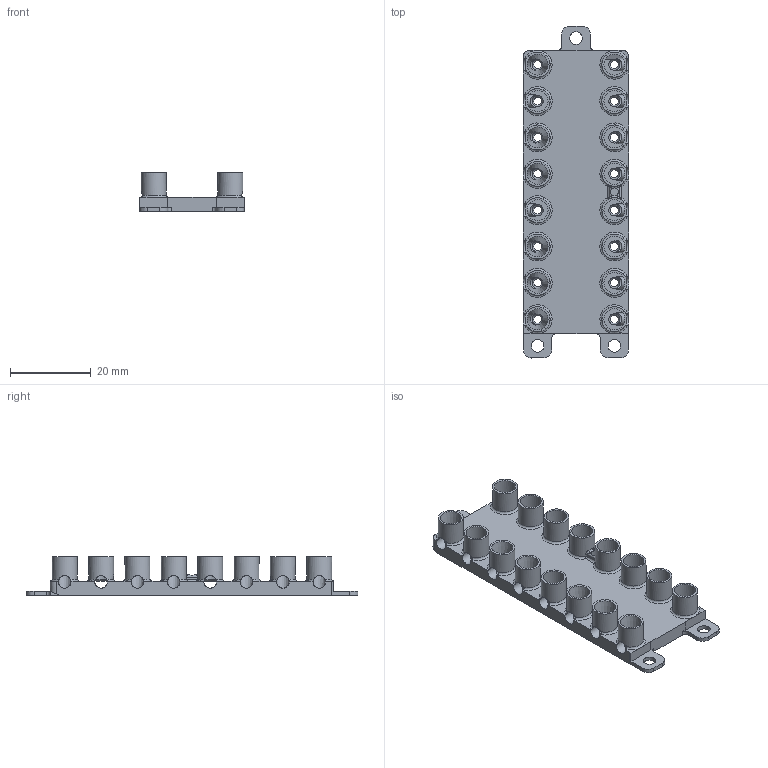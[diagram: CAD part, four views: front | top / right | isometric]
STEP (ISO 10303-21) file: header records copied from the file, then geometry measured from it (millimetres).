
FILE_DESCRIPTION(/* description */ (''),/* implementation_level */ '2;1');
FILE_NAME(/* name */ 'tube_holder_210806_2x8 v72.step',/* time_stamp */ '2023-01-16T16:07:57+09:00',/* author */ (''),/* organization */ (''),/* preprocessor_version */ 'ST-DEVELOPER v19.2',/* originating_system */ 'Autodesk Translation Framework v11.17.0.187',/* authorisation */ '');
FILE_SCHEMA (('AUTOMOTIVE_DESIGN { 1 0 10303 214 3 1 1 }'));
Length unit declared in the file: millimetre
Products named in the file (1): tube_holder_210806_2x8
Bounding box: 26 x 82.17 x 9.5 mm (x, y, z)
Volume: 7421.4 mm3; surface area: 7816.1 mm2
Topology: 1 solids, 1 shells, 187 faces, 556 edges, 371 vertices
Faces by surface type: cylinder 72, plane 55, torus 20, sphere 20, cone 16, bspline 4
Full cylindrical faces by diameter (mm): 2 x17, 3.1 x19, 6.172 x16
Entity records: 8008 total; most frequent: CARTESIAN_POINT 2825, ORIENTED_EDGE 1112, DIRECTION 1026, EDGE_CURVE 556, AXIS2_PLACEMENT_3D 399, VERTEX_POINT 371, EDGE_LOOP 257, LINE 228
